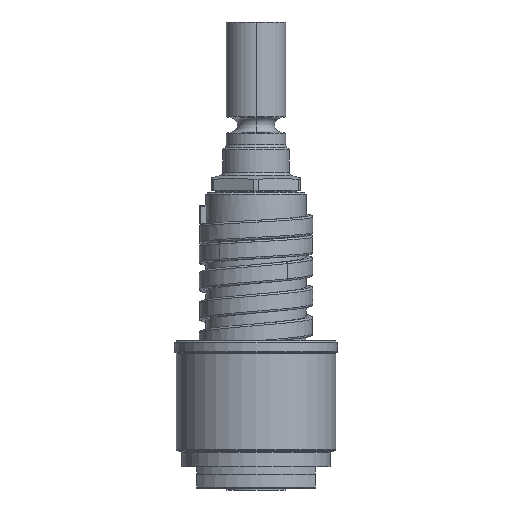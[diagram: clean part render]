
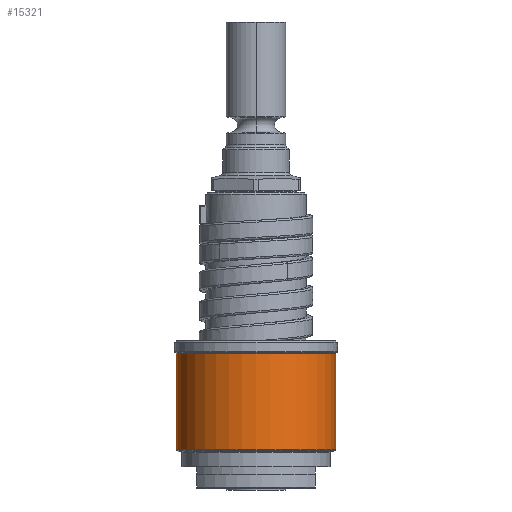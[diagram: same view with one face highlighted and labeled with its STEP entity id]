
A CAD part, front view. The second image highlights one B-rep face of the part: STEP entity #15321.
In plain terms, the highlighted cylindrical face has radius 21.5 mm (diameter 43 mm), a partial arc.
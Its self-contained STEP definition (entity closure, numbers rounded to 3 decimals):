
#5367=CARTESIAN_POINT('',(0.,0.,10.583));
#5368=DIRECTION('',(0.,0.,1.));
#5369=DIRECTION('',(-1.,0.,0.));
#5370=AXIS2_PLACEMENT_3D('',#5367,#5368,#5369);
#5372=DIRECTION('',(0.,0.,-1.));
#5373=VECTOR('',#5372,25.834);
#5374=CARTESIAN_POINT('',(-21.5,0.,36.417));
#5375=LINE('',#5374,#5373);
#5376=CARTESIAN_POINT('',(0.,0.,36.417));
#5377=DIRECTION('',(0.,0.,1.));
#5378=DIRECTION('',(-1.,0.,0.));
#5379=AXIS2_PLACEMENT_3D('',#5376,#5377,#5378);
#5381=DIRECTION('',(0.,0.,-1.));
#5382=VECTOR('',#5381,25.834);
#5383=CARTESIAN_POINT('',(21.5,0.,36.417));
#5384=LINE('',#5383,#5382);
#6319=CARTESIAN_POINT('',(21.5,0.,36.417));
#6320=CARTESIAN_POINT('',(-21.5,0.,36.417));
#6321=VERTEX_POINT('',#6319);
#6322=VERTEX_POINT('',#6320);
#6345=CARTESIAN_POINT('',(21.5,0.,10.583));
#6346=VERTEX_POINT('',#6345);
#6347=CARTESIAN_POINT('',(-21.5,0.,10.583));
#6348=VERTEX_POINT('',#6347);
#15309=CARTESIAN_POINT('',(0.,0.,8.5));
#15310=DIRECTION('',(0.,0.,1.));
#15311=DIRECTION('',(-1.,0.,0.));
#15312=AXIS2_PLACEMENT_3D('',#15309,#15310,#15311);
#15313=CYLINDRICAL_SURFACE('',#15312,21.5);
#15314=ORIENTED_EDGE('',*,*,#14585,.F.);
#15315=ORIENTED_EDGE('',*,*,#14566,.F.);
#15317=ORIENTED_EDGE('',*,*,#15316,.T.);
#15318=ORIENTED_EDGE('',*,*,#14562,.T.);
#15319=EDGE_LOOP('',(#15314,#15315,#15317,#15318));
#15320=FACE_OUTER_BOUND('',#15319,.F.);
#5371=CIRCLE('',#5370,21.5);
#5380=CIRCLE('',#5379,21.5);
#14562=EDGE_CURVE('',#6321,#6346,#5384,.T.);
#14566=EDGE_CURVE('',#6322,#6348,#5375,.T.);
#14585=EDGE_CURVE('',#6348,#6346,#5371,.T.);
#15316=EDGE_CURVE('',#6322,#6321,#5380,.T.);
#15321=ADVANCED_FACE('',(#15320),#15313,.T.);
